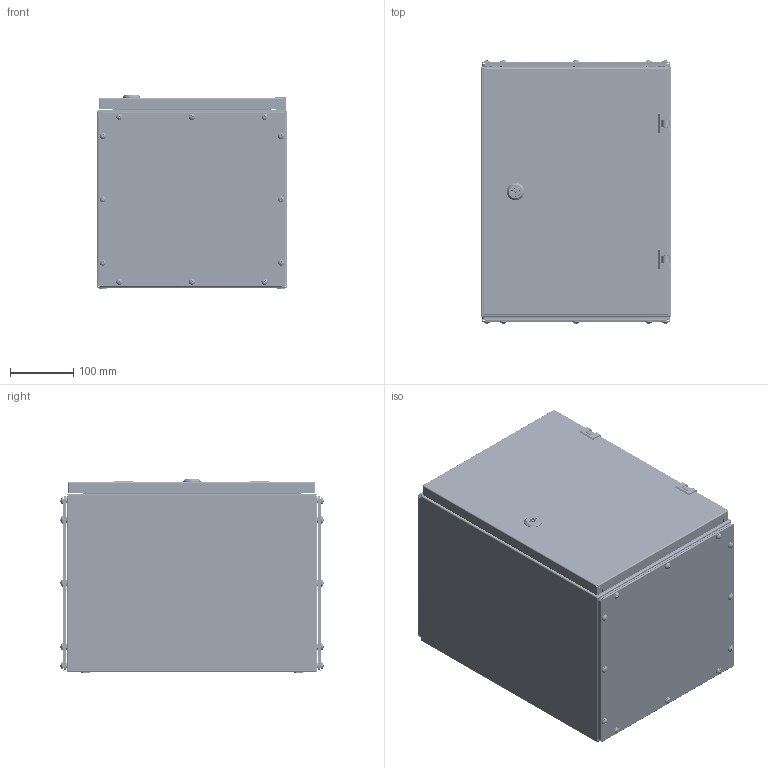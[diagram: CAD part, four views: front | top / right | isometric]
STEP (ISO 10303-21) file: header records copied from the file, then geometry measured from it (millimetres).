
FILE_DESCRIPTION (( 'STEP AP214' ), '1' );
FILE_NAME ('11.030.040.30.STEP', '2024-06-03T06:15:40', ( '' ), ( '' ), 'SwSTEP 2.0', 'SolidWorks 2021', '' );
FILE_SCHEMA (( 'AUTOMOTIVE_DESIGN' ));
Length unit declared in the file: millimetre
Products named in the file (27): 嵑謺麃 檐; 11.030.040.30; ﾄ粢 ﾑﾁ W300H400; Çàêëåïêà ðåçüáîâàÿ Ì5 øåñòèãðàííàÿ ñ óìåíüøåííûì áîðòîì; Áîëò Ì6õ10 ñ øåñòèãðàííîé ãîëîâêîé ñ ïðåññøàéáîé; 8SJ_S1B_0001.stp; 8SJ_MS705_0010.stp; Êîðïóñ øêàôà W300H400D300; 昑 W300H400; Âèíò DIN 967 Ì5õ16 ñ ïîëóêðóãëîé ãîëîâêîé ñ êðåñòîîáðàçíûì øëèöåì; SW6X8.stp; Ïåðåìû÷êà êàðêàñà W300; Øïèëüêà ïðèâàðíàÿ Ì6õ15; ﾇ瑟鶴 ﾀﾑ ms1000-3M.stp; 署赅 W300D300; Êàðêàñ øêàôà W300H400D300; Çàêëåïêà ðåçüáîâàÿ Ì8 øåñòèãðàííàÿ ñ óìåíüøåííûì áîðòîì; 8SJ_MS705_0510.stp; Ãàéêà M6 DIN6923.step; 8SJ_MS705_0760.stp; Ãàñêåòèíã äâåðè W300H400; Øïèëüêà ïðèâàðíàÿ Ì6õ10; Ðåéêà H400; Øïèëüêà ïðèâàðíàÿ Ì6õ20; Ïðîêëàäêà êðûøêè W300D300; 8SJ_MS705-1_0040.stp; Äâåðíîå ïîëîòíî W300H400
Assembly tree (95 placements, depth 4):
  11.030.040.30
    Êàðêàñ øêàôà W300H400D300
      Êîðïóñ øêàôà W300H400D300
      Ïåðåìû÷êà êàðêàñà W300  x2
      Øïèëüêà ïðèâàðíàÿ Ì6õ15  x8
      Øïèëüêà ïðèâàðíàÿ Ì6õ20  x4
    署赅 W300D300  x2
    Ïðîêëàäêà êðûøêè W300D300  x2
    ﾄ粢 ﾑﾁ W300H400
      Äâåðíîå ïîëîòíî W300H400
      Ðåéêà H400  x2
      Ãàñêåòèíã äâåðè W300H400
      Øïèëüêà ïðèâàðíàÿ Ì6õ10  x2
      ﾇ瑟鶴 ﾀﾑ ms1000-3M.stp
        8SJ_MS705_0010.stp
        8SJ_MS705_0510.stp
        8SJ_MS705_0760.stp
        8SJ_S1B_0001.stp
        8SJ_MS705-1_0040.stp
        SW6X8.stp
    嵑謺麃 檐  x2
    Áîëò Ì6õ10 ñ øåñòèãðàííîé ãîëîâêîé ñ ïðåññøàéáîé  x2
    Çàêëåïêà ðåçüáîâàÿ Ì5 øåñòèãðàííàÿ ñ óìåíüøåííûì áîðòîì  x24
    Âèíò DIN 967 Ì5õ16 ñ ïîëóêðóãëîé ãîëîâêîé ñ êðåñòîîáðàçíûì øëèöåì  x24
    Çàêëåïêà ðåçüáîâàÿ Ì8 øåñòèãðàííàÿ ñ óìåíüøåííûì áîðòîì  x4
    昑 W300H400
    Ãàéêà M6 DIN6923.step  x4
Bounding box: 300 x 415.17 x 304.65 mm (x, y, z)
Volume: 1160685 mm3; surface area: 1939377.5 mm2
Topology: 93 solids, 99 shells, 5173 faces, 13033 edges, 8123 vertices
Faces by surface type: plane 2275, cylinder 1841, bspline 442, cone 290, torus 221, sphere 104
Entity records: 86384 total; most frequent: CARTESIAN_POINT 42810, ORIENTED_EDGE 9334, DIRECTION 7809, EDGE_CURVE 4673, VERTEX_POINT 2877, AXIS2_PLACEMENT_3D 2632, LINE 2545, VECTOR 2545
